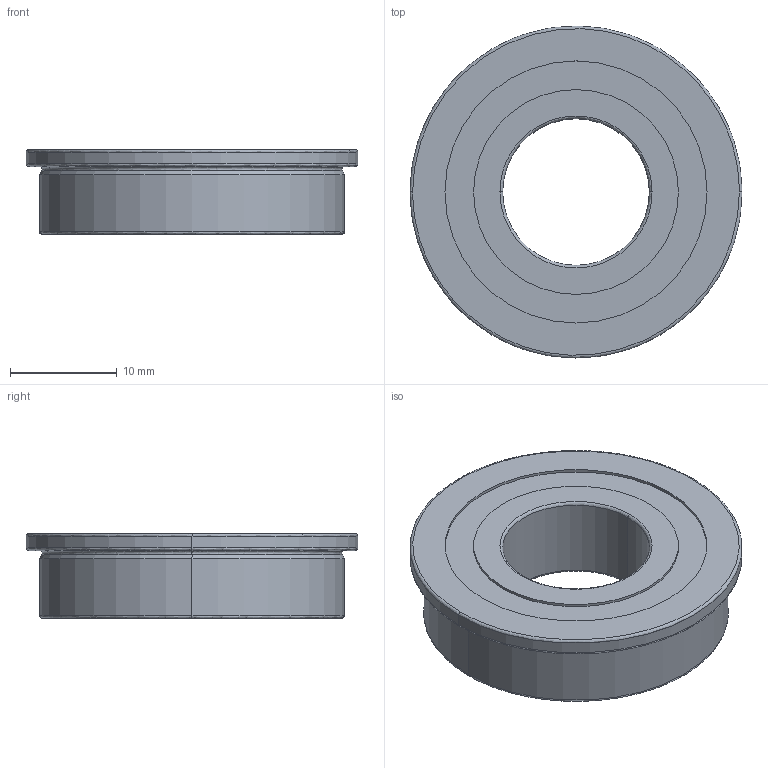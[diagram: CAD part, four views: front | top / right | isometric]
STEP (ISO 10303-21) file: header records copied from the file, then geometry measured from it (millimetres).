
FILE_DESCRIPTION (( 'STEP AP214' ), '1' );
FILE_NAME ('WCP-0785 Rev1.step', '2022-11-28T21:16:37', ( '' ), ( '' ), 'SwSTEP 2.0', 'SolidWorks 2020', '' );
FILE_SCHEMA (( 'AUTOMOTIVE_DESIGN' ));
Length unit declared in the file: inch
Products named in the file (1): WCP-0785 Rev1
Bounding box: 31.12 x 31.12 x 7.94 mm (x, y, z)
Volume: 3993.4 mm3; surface area: 2339.1 mm2
Topology: 1 solids, 1 shells, 35 faces, 70 edges, 42 vertices
Faces by surface type: cylinder 14, bspline 12, plane 7, cone 2
Entity records: 1090 total; most frequent: CARTESIAN_POINT 364, DIRECTION 148, ORIENTED_EDGE 140, EDGE_CURVE 70, AXIS2_PLACEMENT_3D 66, CIRCLE 42, VERTEX_POINT 42, EDGE_LOOP 42
